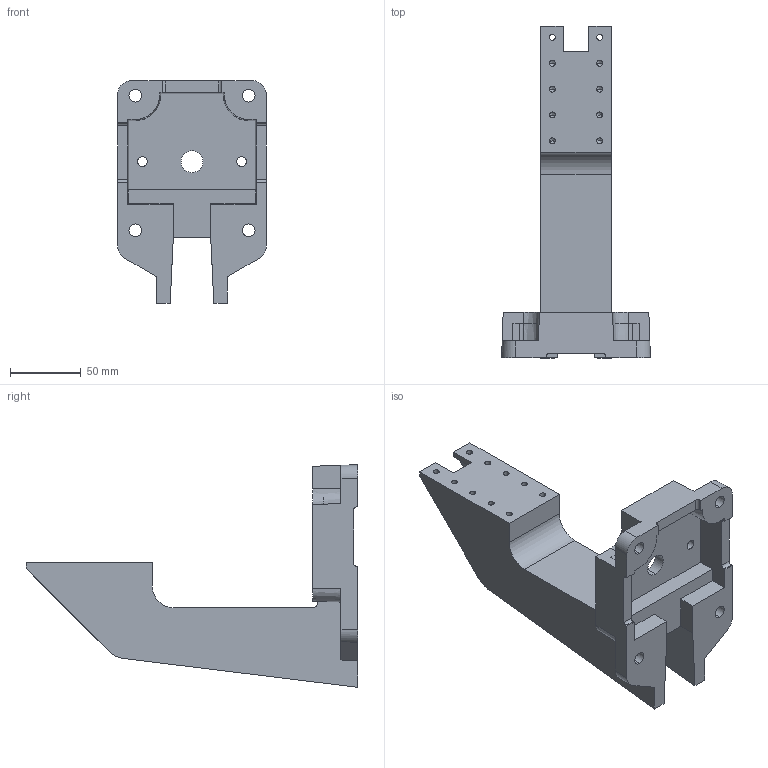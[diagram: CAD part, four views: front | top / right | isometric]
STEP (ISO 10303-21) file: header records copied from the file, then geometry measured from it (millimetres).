
FILE_DESCRIPTION (( 'STEP AP214' ), '1' );
FILE_NAME ('GH-30600MB(簡化)-1^GH-30600PR(簡化)-2.STEP', '2020-12-07T03:33:21', ( 'LinWei' ), ( '' ), 'SwSTEP 2.0', 'SolidWorks 2016', '' );
FILE_SCHEMA (( 'AUTOMOTIVE_DESIGN' ));
Length unit declared in the file: millimetre
Products named in the file (1): GH-30600MB(簡化)-1^GH-30600PR(簡化)-2
Bounding box: 105 x 234 x 157 mm (x, y, z)
Volume: 464524.1 mm3; surface area: 108312.8 mm2
Topology: 1 solids, 1 shells, 137 faces, 383 edges, 240 vertices
Faces by surface type: plane 61, cylinder 46, cone 26, bspline 4
Entity records: 4737 total; most frequent: CARTESIAN_POINT 1213, ORIENTED_EDGE 734, DIRECTION 677, EDGE_CURVE 367, LINE 249, VECTOR 249, VERTEX_POINT 240, AXIS2_PLACEMENT_3D 214
